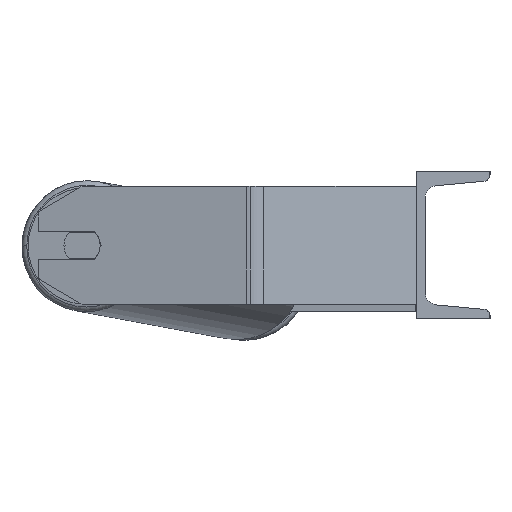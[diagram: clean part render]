
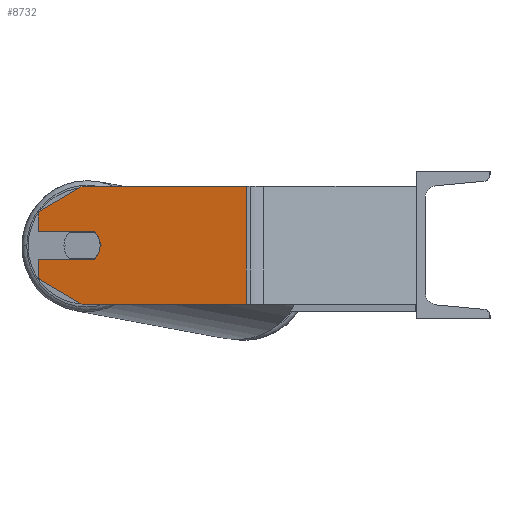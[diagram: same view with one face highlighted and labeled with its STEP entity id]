
A CAD part, left-side view. The second image highlights one B-rep face of the part: STEP entity #8732.
In plain terms, the highlighted planar face has unit normal (-0.985, 0.174, 0).
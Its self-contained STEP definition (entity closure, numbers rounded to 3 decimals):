
#93 = LINE ( 'NONE', #3067, #7873 ) ;
#94 = EDGE_CURVE ( 'NONE', #6600, #5266, #7242, .T. ) ;
#129 = AXIS2_PLACEMENT_3D ( 'NONE', #7806, #9144, #3530 ) ;
#162 = EDGE_CURVE ( 'NONE', #2470, #4695, #4459, .T. ) ;
#280 = EDGE_CURVE ( 'NONE', #5008, #921, #93, .T. ) ;
#317 = CARTESIAN_POINT ( 'NONE',  ( -941.933, 218.855, -9.5 ) ) ;
#385 = CARTESIAN_POINT ( 'NONE',  ( -935.313, 256.4, 40. ) ) ;
#559 = FACE_OUTER_BOUND ( 'NONE', #3739, .T. ) ;
#911 = DIRECTION ( 'NONE',  ( 0., 0., -1. ) ) ;
#913 = VERTEX_POINT ( 'NONE', #5352 ) ;
#921 = VERTEX_POINT ( 'NONE', #4055 ) ;
#961 = ORIENTED_EDGE ( 'NONE', *, *, #7693, .T. ) ;
#1032 = CIRCLE ( 'NONE', #1922, 12.5 ) ;
#1046 = CARTESIAN_POINT ( 'NONE',  ( -960.156, 115.505, 40. ) ) ;
#1070 = LINE ( 'NONE', #385, #7736 ) ;
#1320 = DIRECTION ( 'NONE',  ( -0.174, -0.985, 0. ) ) ;
#1511 = LINE ( 'NONE', #4335, #6397 ) ;
#1590 = ORIENTED_EDGE ( 'NONE', *, *, #1940, .F. ) ;
#1651 = CARTESIAN_POINT ( 'NONE',  ( -940.522, 226.856, 0. ) ) ;
#1712 = VERTEX_POINT ( 'NONE', #2118 ) ;
#1813 = VECTOR ( 'NONE', #2928, 1000. ) ;
#1873 = AXIS2_PLACEMENT_3D ( 'NONE', #4083, #6943, #2646 ) ;
#1922 = AXIS2_PLACEMENT_3D ( 'NONE', #1651, #4343, #4483 ) ;
#1940 = EDGE_CURVE ( 'NONE', #913, #2470, #2402, .T. ) ;
#2090 = ORIENTED_EDGE ( 'NONE', *, *, #3225, .F. ) ;
#2118 = CARTESIAN_POINT ( 'NONE',  ( -941.933, 218.855, -9.5 ) ) ;
#2140 = CARTESIAN_POINT ( 'NONE',  ( -940.522, 226.856, -40. ) ) ;
#2402 = CIRCLE ( 'NONE', #129, 12.5 ) ;
#2470 = VERTEX_POINT ( 'NONE', #3046 ) ;
#2504 = EDGE_CURVE ( 'NONE', #5008, #1712, #8626, .T. ) ;
#2627 = ORIENTED_EDGE ( 'NONE', *, *, #6784, .T. ) ;
#2646 = DIRECTION ( 'NONE',  ( 0.174, 0.985, 0. ) ) ;
#2739 = ORIENTED_EDGE ( 'NONE', *, *, #7486, .F. ) ;
#2928 = DIRECTION ( 'NONE',  ( -0.15, -0.853, -0.5 ) ) ;
#3046 = CARTESIAN_POINT ( 'NONE',  ( -941.933, 218.855, 9.5 ) ) ;
#3067 = CARTESIAN_POINT ( 'NONE',  ( -935.313, 256.4, 40. ) ) ;
#3103 = CARTESIAN_POINT ( 'NONE',  ( -960.156, 115.505, 40. ) ) ;
#3116 = CARTESIAN_POINT ( 'NONE',  ( -935.313, 256.4, 22.679 ) ) ;
#3185 = CARTESIAN_POINT ( 'NONE',  ( -960.156, 115.505, -40. ) ) ;
#3225 = EDGE_CURVE ( 'NONE', #1712, #913, #1032, .T. ) ;
#3258 = VECTOR ( 'NONE', #8579, 1000. ) ;
#3322 = LINE ( 'NONE', #8942, #8458 ) ;
#3507 = LINE ( 'NONE', #2140, #1813 ) ;
#3530 = DIRECTION ( 'NONE',  ( -0.174, -0.985, 0. ) ) ;
#3583 = VECTOR ( 'NONE', #4551, 1000. ) ;
#3663 = CARTESIAN_POINT ( 'NONE',  ( -940.522, 226.856, 40. ) ) ;
#3708 = DIRECTION ( 'NONE',  ( 0., 0., -1. ) ) ;
#3739 = EDGE_LOOP ( 'NONE', ( #5661, #7828, #961, #7924, #2739, #6396, #2627, #4346, #1590, #2090, #6758 ) ) ;
#3872 = CARTESIAN_POINT ( 'NONE',  ( -935.313, 256.4, -9.5 ) ) ;
#3905 = VECTOR ( 'NONE', #8039, 1000. ) ;
#4055 = CARTESIAN_POINT ( 'NONE',  ( -935.313, 256.4, -22.679 ) ) ;
#4083 = CARTESIAN_POINT ( 'NONE',  ( -935.313, 256.4, 40. ) ) ;
#4335 = CARTESIAN_POINT ( 'NONE',  ( -935.313, 256.4, 40. ) ) ;
#4343 = DIRECTION ( 'NONE',  ( -0.985, 0.174, 0. ) ) ;
#4346 = ORIENTED_EDGE ( 'NONE', *, *, #162, .F. ) ;
#4459 = LINE ( 'NONE', #5797, #3583 ) ;
#4483 = DIRECTION ( 'NONE',  ( -0.174, -0.985, 0. ) ) ;
#4551 = DIRECTION ( 'NONE',  ( 0.174, 0.985, 0. ) ) ;
#4695 = VERTEX_POINT ( 'NONE', #8394 ) ;
#4774 = VECTOR ( 'NONE', #911, 1000. ) ;
#5008 = VERTEX_POINT ( 'NONE', #3872 ) ;
#5141 = EDGE_CURVE ( 'NONE', #921, #8345, #3507, .T. ) ;
#5266 = VERTEX_POINT ( 'NONE', #3185 ) ;
#5352 = CARTESIAN_POINT ( 'NONE',  ( -942.693, 214.546, 0. ) ) ;
#5661 = ORIENTED_EDGE ( 'NONE', *, *, #280, .T. ) ;
#5796 = CARTESIAN_POINT ( 'NONE',  ( -935.313, 256.4, 22.679 ) ) ;
#5797 = CARTESIAN_POINT ( 'NONE',  ( -935.313, 256.4, 9.5 ) ) ;
#5835 = DIRECTION ( 'NONE',  ( 0., 0., -1. ) ) ;
#6396 = ORIENTED_EDGE ( 'NONE', *, *, #6718, .T. ) ;
#6397 = VECTOR ( 'NONE', #7142, 1000. ) ;
#6600 = VERTEX_POINT ( 'NONE', #3103 ) ;
#6718 = EDGE_CURVE ( 'NONE', #9059, #8499, #7776, .T. ) ;
#6758 = ORIENTED_EDGE ( 'NONE', *, *, #2504, .F. ) ;
#6784 = EDGE_CURVE ( 'NONE', #8499, #4695, #1070, .T. ) ;
#6943 = DIRECTION ( 'NONE',  ( 0.985, -0.174, 0. ) ) ;
#7142 = DIRECTION ( 'NONE',  ( -0.174, -0.985, 0. ) ) ;
#7242 = LINE ( 'NONE', #1046, #4774 ) ;
#7486 = EDGE_CURVE ( 'NONE', #9059, #6600, #1511, .T. ) ;
#7693 = EDGE_CURVE ( 'NONE', #8345, #5266, #3322, .T. ) ;
#7736 = VECTOR ( 'NONE', #3708, 1000. ) ;
#7776 = LINE ( 'NONE', #3116, #3905 ) ;
#7806 = CARTESIAN_POINT ( 'NONE',  ( -940.522, 226.856, 0. ) ) ;
#7828 = ORIENTED_EDGE ( 'NONE', *, *, #5141, .T. ) ;
#7873 = VECTOR ( 'NONE', #5835, 1000. ) ;
#7924 = ORIENTED_EDGE ( 'NONE', *, *, #94, .F. ) ;
#7970 = CARTESIAN_POINT ( 'NONE',  ( -940.522, 226.856, -40. ) ) ;
#8039 = DIRECTION ( 'NONE',  ( 0.15, 0.853, -0.5 ) ) ;
#8345 = VERTEX_POINT ( 'NONE', #7970 ) ;
#8394 = CARTESIAN_POINT ( 'NONE',  ( -935.313, 256.4, 9.5 ) ) ;
#8458 = VECTOR ( 'NONE', #1320, 1000. ) ;
#8499 = VERTEX_POINT ( 'NONE', #5796 ) ;
#8579 = DIRECTION ( 'NONE',  ( -0.174, -0.985, 0. ) ) ;
#8626 = LINE ( 'NONE', #317, #3258 ) ;
#8732 = ADVANCED_FACE ( 'NONE', ( #559 ), #8965, .F. ) ;
#8942 = CARTESIAN_POINT ( 'NONE',  ( -935.313, 256.4, -40. ) ) ;
#8965 = PLANE ( 'NONE',  #1873 ) ;
#9059 = VERTEX_POINT ( 'NONE', #3663 ) ;
#9144 = DIRECTION ( 'NONE',  ( -0.985, 0.174, 0. ) ) ;
